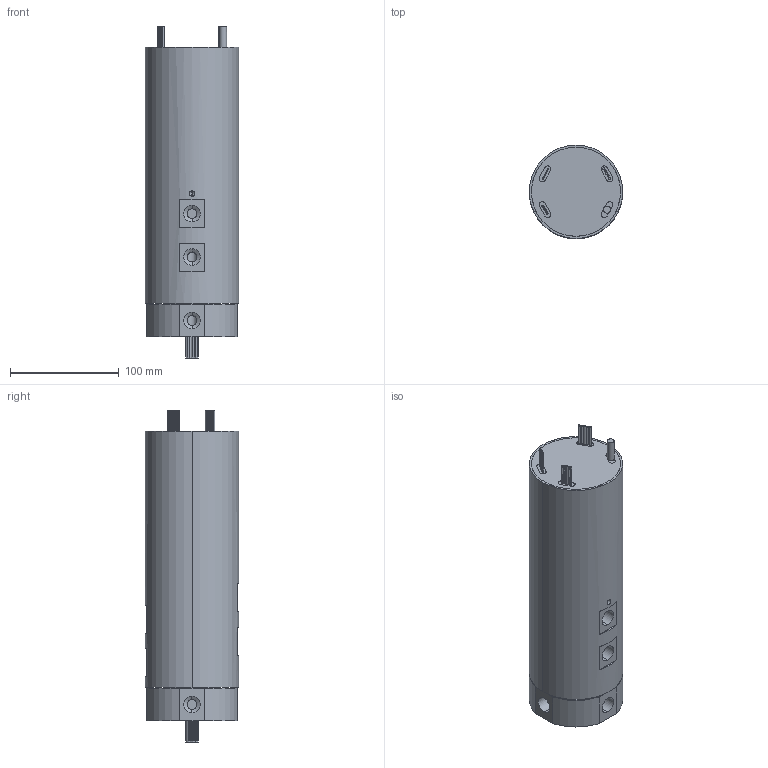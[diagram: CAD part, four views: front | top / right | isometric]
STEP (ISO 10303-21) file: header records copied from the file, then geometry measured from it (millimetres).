
FILE_DESCRIPTION (( 'STEP AP203' ), '1' );
FILE_NAME ('MK43-P0610-S21(BW1217).STEP', '2020-08-04T09:18:22', ( 'gongcheng1' ), ( '' ), 'SwSTEP 2.0', 'SolidWorks 2014', '' );
FILE_SCHEMA (( 'CONFIG_CONTROL_DESIGN' ));
Length unit declared in the file: millimetre
Products named in the file (1): MK43-P0610-S21(BW1217)
Bounding box: 86 x 86 x 305.8 mm (x, y, z)
Volume: 1509008 mm3; surface area: 109694.8 mm2
Topology: 1 solids, 1 shells, 263 faces, 576 edges, 362 vertices
Faces by surface type: cylinder 152, plane 83, cone 28
Entity records: 7403 total; most frequent: DIRECTION 1372, CARTESIAN_POINT 1362, ORIENTED_EDGE 1128, AXIS2_PLACEMENT_3D 564, EDGE_CURVE 564, VERTEX_POINT 362, EDGE_LOOP 326, CIRCLE 300
